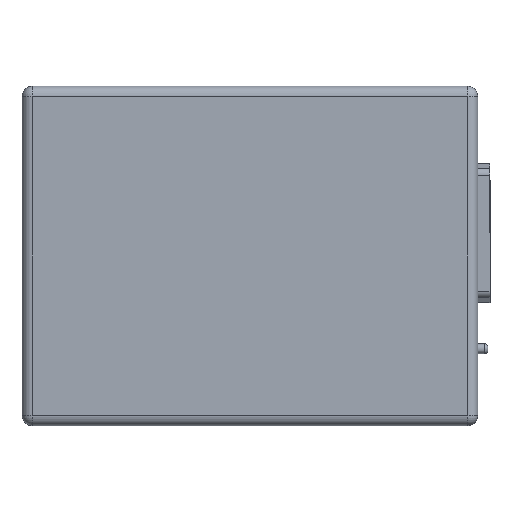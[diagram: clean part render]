
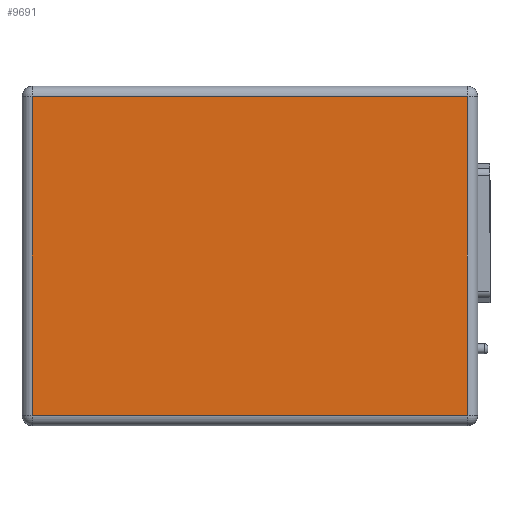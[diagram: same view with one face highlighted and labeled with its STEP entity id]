
A CAD part, left-side view. The second image highlights one B-rep face of the part: STEP entity #9691.
In plain terms, the highlighted planar face has unit normal (-1, 0, 0).
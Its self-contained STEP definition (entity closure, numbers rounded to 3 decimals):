
#15 = VERTEX_POINT ( 'NONE', #3962 ) ;
#97 = LINE ( 'NONE', #2724, #2221 ) ;
#209 = VECTOR ( 'NONE', #13707, 1000. ) ;
#1118 = VECTOR ( 'NONE', #10463, 1000. ) ;
#1462 = CARTESIAN_POINT ( 'NONE',  ( -105.4, 66.5, 284.332 ) ) ;
#2221 = VECTOR ( 'NONE', #10145, 1000. ) ;
#2724 = CARTESIAN_POINT ( 'NONE',  ( -105.4, 2.85, 330.982 ) ) ;
#3528 = LINE ( 'NONE', #1462, #209 ) ;
#3572 = VERTEX_POINT ( 'NONE', #14657 ) ;
#3962 = CARTESIAN_POINT ( 'NONE',  ( -105.4, 2.85, 377.632 ) ) ;
#4613 = DIRECTION ( 'NONE',  ( 0., 0., -1. ) ) ;
#4706 = CARTESIAN_POINT ( 'NONE',  ( -105.4, 66.5, 330.982 ) ) ;
#5823 = ORIENTED_EDGE ( 'NONE', *, *, #6336, .T. ) ;
#6021 = VERTEX_POINT ( 'NONE', #15430 ) ;
#6336 = EDGE_CURVE ( 'NONE', #15, #6021, #15320, .T. ) ;
#6974 = EDGE_CURVE ( 'NONE', #6021, #10526, #7742, .T. ) ;
#7742 = LINE ( 'NONE', #10811, #11990 ) ;
#7907 = EDGE_CURVE ( 'NONE', #10526, #3572, #3528, .T. ) ;
#8556 = ORIENTED_EDGE ( 'NONE', *, *, #6974, .T. ) ;
#9691 = ADVANCED_FACE ( 'NONE', ( #11482 ), #13233, .F. ) ;
#9863 = ORIENTED_EDGE ( 'NONE', *, *, #7907, .T. ) ;
#10145 = DIRECTION ( 'NONE',  ( 0., 0., 1. ) ) ;
#10286 = EDGE_LOOP ( 'NONE', ( #14308, #5823, #8556, #9863 ) ) ;
#10463 = DIRECTION ( 'NONE',  ( 0., 1., 0. ) ) ;
#10526 = VERTEX_POINT ( 'NONE', #12832 ) ;
#10811 = CARTESIAN_POINT ( 'NONE',  ( -105.4, 130.15, 330.982 ) ) ;
#10843 = DIRECTION ( 'NONE',  ( 0., -1., 0. ) ) ;
#11482 = FACE_OUTER_BOUND ( 'NONE', #10286, .T. ) ;
#11709 = AXIS2_PLACEMENT_3D ( 'NONE', #4706, #15815, #10843 ) ;
#11756 = CARTESIAN_POINT ( 'NONE',  ( -105.4, 66.5, 377.632 ) ) ;
#11990 = VECTOR ( 'NONE', #4613, 1000. ) ;
#12832 = CARTESIAN_POINT ( 'NONE',  ( -105.4, 130.15, 284.332 ) ) ;
#12966 = EDGE_CURVE ( 'NONE', #3572, #15, #97, .T. ) ;
#13233 = PLANE ( 'NONE',  #11709 ) ;
#13707 = DIRECTION ( 'NONE',  ( 0., -1., 0. ) ) ;
#14308 = ORIENTED_EDGE ( 'NONE', *, *, #12966, .T. ) ;
#14657 = CARTESIAN_POINT ( 'NONE',  ( -105.4, 2.85, 284.332 ) ) ;
#15320 = LINE ( 'NONE', #11756, #1118 ) ;
#15430 = CARTESIAN_POINT ( 'NONE',  ( -105.4, 130.15, 377.632 ) ) ;
#15815 = DIRECTION ( 'NONE',  ( 1., 0., 0. ) ) ;
